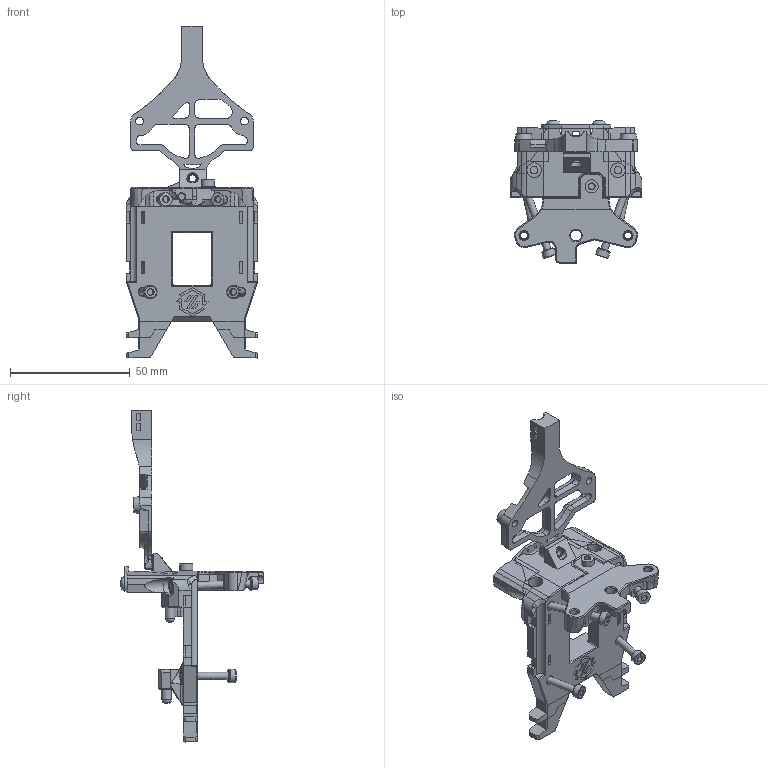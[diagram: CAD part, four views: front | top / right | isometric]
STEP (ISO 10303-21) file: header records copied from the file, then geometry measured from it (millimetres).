
FILE_DESCRIPTION(/* description */ (''),/* implementation_level */ '2;1');
FILE_NAME(/* name */ 'BlackBird.step',/* time_stamp */ '2024-06-16T01:58:53+01:00',/* author */ (''),/* organization */ (''),/* preprocessor_version */ 'ST-DEVELOPER v20',/* originating_system */ 'Autodesk Translation Framework v13.14.0.145',/* authorisation */ '');
FILE_SCHEMA (('AUTOMOTIVE_DESIGN { 1 0 10303 214 3 1 1 }'));
Products named in the file (23): BlackBird SC V1.1R2; Backplate; SC Plates; EBB mount; Hardware (2); Tap_Sensor; Board; Sensor; M3x6 BHCS (2); M3x6 FHCS (7) (1); M3x6 FHCS (7) (1) (1); Pins 4x12 Rounded; Archetype; [a]_flat_sherpa_mini (1); Hardware (4) (1); M3 5x4 Heatset Insert(Mirror) (2)(Mirror) (1); 3x6mm Magnet (1) (3) (2) (1) (1); M3x8 SHCS; M3x8 SHCS (1); M3x8 SHCS (2); M3x20 SHCS (3); M3 5x4 Heatset Insert(Mirror) (2); Addon SHT mount
Assembly tree (33 placements, depth 4):
  BlackBird SC V1.1R2
    Backplate
      SC Plates
      EBB mount
    Hardware (2)
      Pins 4x12 Rounded  x3
      Tap_Sensor
        Board
        Sensor
        M3x6 BHCS (2)  x2
      M3x6 FHCS (7) (1)
      M3x6 FHCS (7) (1) (1)
    Archetype
      [a]_flat_sherpa_mini (1)
      Hardware (4) (1)
        M3x20 SHCS (3)  x2
        M3 5x4 Heatset Insert(Mirror) (2)  x8
        M3 5x4 Heatset Insert(Mirror) (2)(Mirror) (1)
        3x6mm Magnet (1) (3) (2) (1) (1)
        M3x8 SHCS
        M3x8 SHCS (1)
        M3x8 SHCS (2)
    Addon SHT mount
Bounding box: 55.07 x 59.42 x 138.84 mm (x, y, z)
Volume: 41728.3 mm3; surface area: 29562.4 mm2
Topology: 34 solids, 34 shells, 2250 faces, 6054 edges, 3942 vertices
Faces by surface type: bspline 747, plane 744, cylinder 490, cone 264, torus 5
Full cylindrical faces by diameter (mm): 0.87 x5, 1 x3, 2.7 x2, 2.8 x4, 2.9 x9, 3 x11, 3.1 x6, 3.2 x6, 3.4 x3, 3.6 x2, 4 x3, 4.1 x9, 4.25 x18, 4.5 x1, 4.7 x5, 4.8 x4, 5.5 x5, 5.54 x2, 5.7 x2, 6 x1, 6.1 x3
Entity records: 52692 total; most frequent: CARTESIAN_POINT 20743, ORIENTED_EDGE 6786, DIRECTION 6071, EDGE_CURVE 3393, VERTEX_POINT 2180, AXIS2_PLACEMENT_3D 2055, LINE 1961, VECTOR 1961
